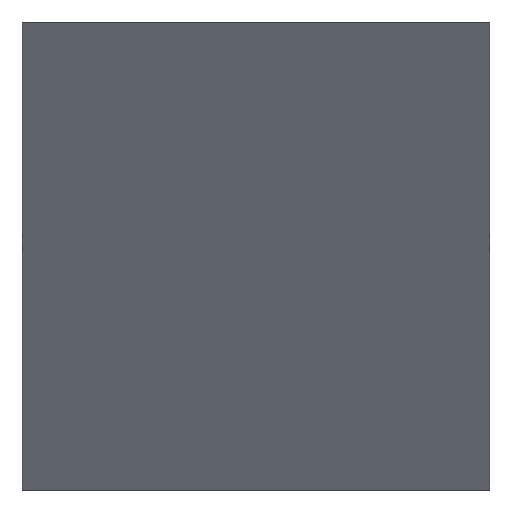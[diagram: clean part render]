
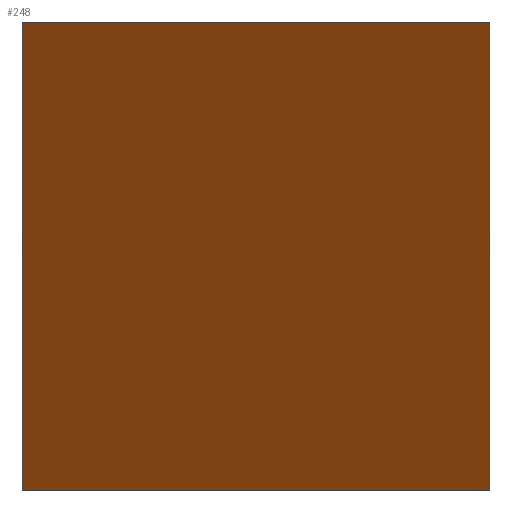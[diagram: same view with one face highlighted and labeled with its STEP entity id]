
A CAD part, left-side view. The second image highlights one B-rep face of the part: STEP entity #248.
In plain terms, the highlighted planar face has unit normal (-0.707, 0.707, 0).
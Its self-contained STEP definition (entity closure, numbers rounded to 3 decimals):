
#23 = AXIS2_PLACEMENT_3D ( 'NONE', #163, #262, #115 ) ;
#27 = EDGE_LOOP ( 'NONE', ( #254, #105, #246, #189 ) ) ;
#33 = VERTEX_POINT ( 'NONE', #131 ) ;
#35 = DIRECTION ( 'NONE',  ( -0.707, -0.707, 0. ) ) ;
#59 = CARTESIAN_POINT ( 'NONE',  ( 57.565, 74.883, 15. ) ) ;
#88 = CARTESIAN_POINT ( 'NONE',  ( 72.565, 89.883, 15. ) ) ;
#102 = VERTEX_POINT ( 'NONE', #305 ) ;
#105 = ORIENTED_EDGE ( 'NONE', *, *, #240, .F. ) ;
#106 = CARTESIAN_POINT ( 'NONE',  ( 57.565, 74.883, 0. ) ) ;
#109 = LINE ( 'NONE', #285, #302 ) ;
#115 = DIRECTION ( 'NONE',  ( 0.707, 0.707, 0. ) ) ;
#117 = DIRECTION ( 'NONE',  ( 0., 0., -1. ) ) ;
#131 = CARTESIAN_POINT ( 'NONE',  ( 72.565, 89.883, 15. ) ) ;
#136 = VERTEX_POINT ( 'NONE', #106 ) ;
#143 = CARTESIAN_POINT ( 'NONE',  ( 57.565, 74.883, 15. ) ) ;
#150 = EDGE_CURVE ( 'NONE', #33, #275, #295, .T. ) ;
#163 = CARTESIAN_POINT ( 'NONE',  ( 57.565, 74.883, 15. ) ) ;
#189 = ORIENTED_EDGE ( 'NONE', *, *, #220, .T. ) ;
#191 = DIRECTION ( 'NONE',  ( -0.707, -0.707, 0. ) ) ;
#217 = CARTESIAN_POINT ( 'NONE',  ( 57.565, 74.883, 15. ) ) ;
#220 = EDGE_CURVE ( 'NONE', #33, #102, #243, .T. ) ;
#224 = FACE_OUTER_BOUND ( 'NONE', #27, .T. ) ;
#227 = VECTOR ( 'NONE', #191, 1000. ) ;
#238 = VECTOR ( 'NONE', #117, 1000. ) ;
#240 = EDGE_CURVE ( 'NONE', #275, #136, #282, .T. ) ;
#243 = LINE ( 'NONE', #88, #238 ) ;
#245 = VECTOR ( 'NONE', #284, 1000. ) ;
#246 = ORIENTED_EDGE ( 'NONE', *, *, #150, .F. ) ;
#248 = ADVANCED_FACE ( 'NONE', ( #224 ), #301, .F. ) ;
#254 = ORIENTED_EDGE ( 'NONE', *, *, #255, .T. ) ;
#255 = EDGE_CURVE ( 'NONE', #102, #136, #109, .T. ) ;
#262 = DIRECTION ( 'NONE',  ( 0.707, -0.707, 0. ) ) ;
#275 = VERTEX_POINT ( 'NONE', #59 ) ;
#282 = LINE ( 'NONE', #217, #245 ) ;
#284 = DIRECTION ( 'NONE',  ( 0., 0., -1. ) ) ;
#285 = CARTESIAN_POINT ( 'NONE',  ( 57.565, 74.883, 0. ) ) ;
#295 = LINE ( 'NONE', #143, #227 ) ;
#301 = PLANE ( 'NONE',  #23 ) ;
#302 = VECTOR ( 'NONE', #35, 1000. ) ;
#305 = CARTESIAN_POINT ( 'NONE',  ( 72.565, 89.883, 0. ) ) ;
